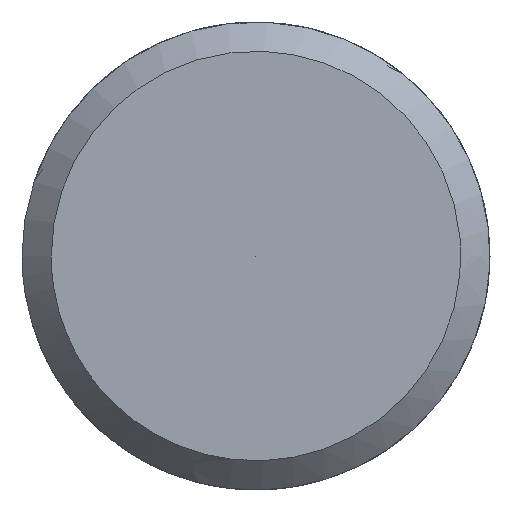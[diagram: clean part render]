
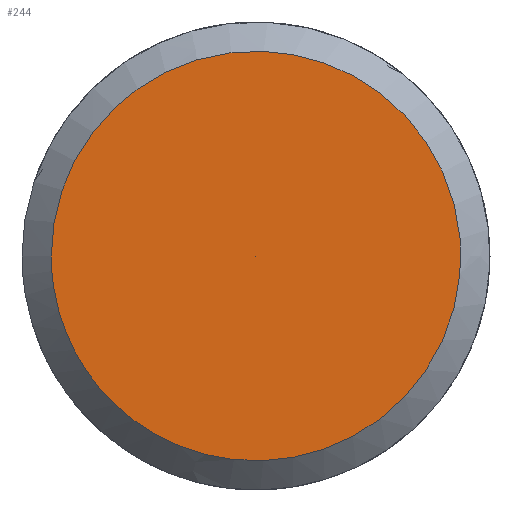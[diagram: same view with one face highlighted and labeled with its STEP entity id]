
A CAD part, left-side view. The second image highlights one B-rep face of the part: STEP entity #244.
In plain terms, the highlighted free-form (B-spline) face has degree [5, 1] with [6, 2] control points.
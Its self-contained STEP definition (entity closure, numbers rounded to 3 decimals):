
#210 = CARTESIAN_POINT ('', (-82., 0., 0.));
#211 = VERTEX_POINT ('', #210);
#212 = CARTESIAN_POINT ('', (-82., 3.5, 0.));
#213 = VERTEX_POINT ('', #212);
#214 = CARTESIAN_POINT ('', (-82., 0., 0.));
#215 = CARTESIAN_POINT ('', (-82., 3.5, 0.));
#216 = B_SPLINE_CURVE_WITH_KNOTS ('', 1, (#214, #215), .UNSPECIFIED., .F., .U., (2, 2), (0., 1.), .UNSPECIFIED.);
#217 = EDGE_CURVE ('', #211, #213, #216, .T.);
#218 = ORIENTED_EDGE ('', *, *, #217, .F.);
#219 = ORIENTED_EDGE ('', *, *, #217, .T.);
#220 = CARTESIAN_POINT ('', (-82., 3.5, 0.));
#221 = CARTESIAN_POINT ('', (-82., 3.5, 14.));
#222 = CARTESIAN_POINT ('', (-82., -10.5, 7.));
#223 = CARTESIAN_POINT ('', (-82., -10.5, -7.));
#224 = CARTESIAN_POINT ('', (-82., 3.5, -14.));
#225 = CARTESIAN_POINT ('', (-82., 3.5, 0.));
#226 = (
   BOUNDED_CURVE ()
   B_SPLINE_CURVE (5, (#220, #221, #222, #223, #224, #225), .UNSPECIFIED., .T., .U.)
   B_SPLINE_CURVE_WITH_KNOTS ((6, 6), (0., 1.), .UNSPECIFIED.)
   CURVE ()
   GEOMETRIC_REPRESENTATION_ITEM ()
   RATIONAL_B_SPLINE_CURVE ((5., 1., 1., 1., 1., 5.))
   REPRESENTATION_ITEM ('')
);
#227 = EDGE_CURVE ('', #213, #213, #226, .T.);
#228 = ORIENTED_EDGE ('', *, *, #227, .F.);
#229 = EDGE_LOOP ('', (#218, #219, #228));
#230 = FACE_OUTER_BOUND ('', #229, .T.);
#231 = CARTESIAN_POINT ('', (-82., 0., 0.));
#232 = CARTESIAN_POINT ('', (-82., 3.5, 0.));
#233 = CARTESIAN_POINT ('', (-82., 0., 0.));
#234 = CARTESIAN_POINT ('', (-82., 3.5, 14.));
#235 = CARTESIAN_POINT ('', (-82., 0., 0.));
#236 = CARTESIAN_POINT ('', (-82., -10.5, 7.));
#237 = CARTESIAN_POINT ('', (-82., 0., 0.));
#238 = CARTESIAN_POINT ('', (-82., -10.5, -7.));
#239 = CARTESIAN_POINT ('', (-82., 0., 0.));
#240 = CARTESIAN_POINT ('', (-82., 3.5, -14.));
#241 = CARTESIAN_POINT ('', (-82., 0., 0.));
#242 = CARTESIAN_POINT ('', (-82., 3.5, 0.));
#243 = (
   BOUNDED_SURFACE ()
   B_SPLINE_SURFACE (5, 1, ((#231, #232), (#233, #234), (#235, #236), (#237, #238), (#239, #240), (#241, #242)), .UNSPECIFIED., .T., .F., .U.)
   B_SPLINE_SURFACE_WITH_KNOTS ((6, 6), (2, 2), (0., 1.), (0., 1.), .UNSPECIFIED.)
   SURFACE ()
   GEOMETRIC_REPRESENTATION_ITEM ()
   RATIONAL_B_SPLINE_SURFACE (((5., 5.), (1., 1.), (1., 1.), (1., 1.), (1., 1.), (5., 5.)))
   REPRESENTATION_ITEM ('')
);
#244 = ADVANCED_FACE ('', (#230), #243, .T.);
